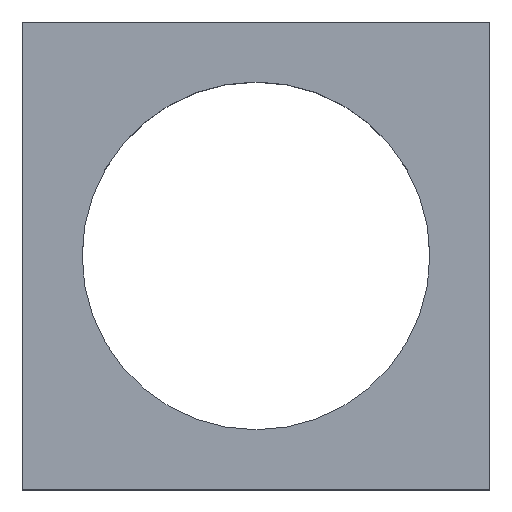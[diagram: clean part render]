
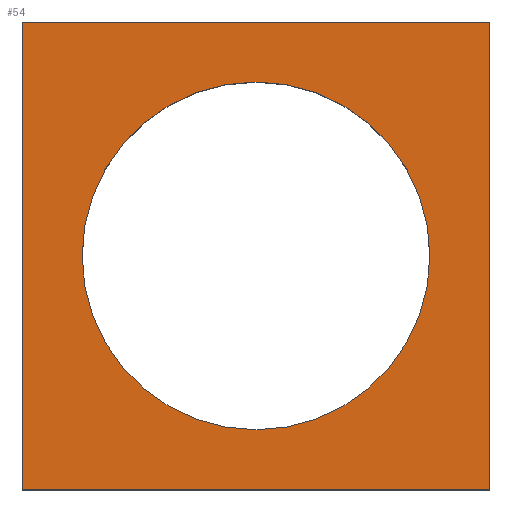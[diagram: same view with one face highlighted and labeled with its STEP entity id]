
A CAD part, top view. The second image highlights one B-rep face of the part: STEP entity #54.
In plain terms, the highlighted planar face has unit normal (0, 0, 1).
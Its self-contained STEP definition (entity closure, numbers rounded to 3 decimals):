
#54=ADVANCED_FACE('',(#69,#71),#73,.T.);
#69=FACE_BOUND('',#70,.T.);
#70=EDGE_LOOP('',(#120,#121,#122,#123));
#71=FACE_BOUND('',#72,.T.);
#72=EDGE_LOOP('',(#124));
#73=PLANE('',#74);
#74=AXIS2_PLACEMENT_3D('',#75,#76,#77);
#75=CARTESIAN_POINT('',(0.,0.,9.));
#76=DIRECTION('',(0.,0.,1.));
#77=DIRECTION('',(-1.,0.,0.));
#120=ORIENTED_EDGE('',*,*,#148,.T.);
#121=ORIENTED_EDGE('',*,*,#149,.T.);
#122=ORIENTED_EDGE('',*,*,#150,.T.);
#123=ORIENTED_EDGE('',*,*,#151,.T.);
#124=ORIENTED_EDGE('',*,*,#152,.T.);
#148=EDGE_CURVE('',#167,#168,#169,.T.);
#149=EDGE_CURVE('',#168,#170,#171,.T.);
#150=EDGE_CURVE('',#170,#172,#173,.T.);
#151=EDGE_CURVE('',#172,#167,#174,.T.);
#152=EDGE_CURVE('',#175,#175,#176,.F.);
#167=VERTEX_POINT('',#202);
#168=VERTEX_POINT('',#203);
#169=LINE('',#204,#205);
#170=VERTEX_POINT('',#207);
#171=LINE('',#208,#209);
#172=VERTEX_POINT('',#211);
#173=LINE('',#212,#213);
#174=LINE('',#215,#216);
#175=VERTEX_POINT('',#218);
#176=CIRCLE('',#219,11.15);
#202=CARTESIAN_POINT('',(-30.,0.,9.));
#203=CARTESIAN_POINT('',(-30.,-30.,9.));
#204=CARTESIAN_POINT('',(-30.,0.,9.));
#205=VECTOR('',#206,1.);
#206=DIRECTION('',(0.,-1.,0.));
#207=CARTESIAN_POINT('',(0.,-30.,9.));
#208=CARTESIAN_POINT('',(-30.,-30.,9.));
#209=VECTOR('',#210,1.);
#210=DIRECTION('',(1.,0.,0.));
#211=CARTESIAN_POINT('',(0.,0.,9.));
#212=CARTESIAN_POINT('',(0.,-30.,9.));
#213=VECTOR('',#214,1.);
#214=DIRECTION('',(0.,1.,0.));
#215=CARTESIAN_POINT('',(0.,0.,9.));
#216=VECTOR('',#217,1.);
#217=DIRECTION('',(-1.,0.,0.));
#218=CARTESIAN_POINT('',(-26.15,-15.,9.));
#219=AXIS2_PLACEMENT_3D('',#220,#221,#222);
#220=CARTESIAN_POINT('',(-15.,-15.,9.));
#221=DIRECTION('',(0.,0.,1.));
#222=DIRECTION('',(-1.,0.,0.));
